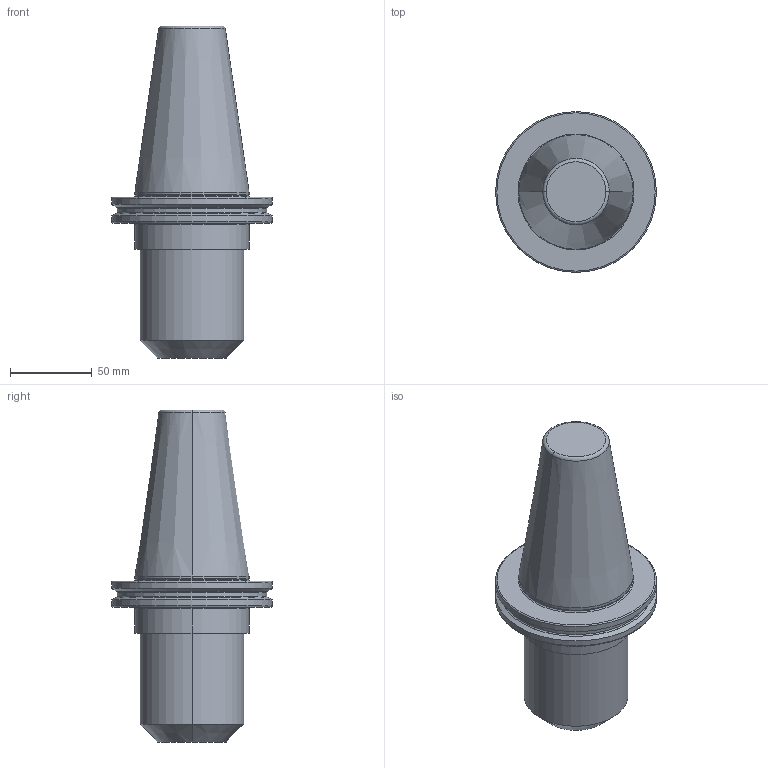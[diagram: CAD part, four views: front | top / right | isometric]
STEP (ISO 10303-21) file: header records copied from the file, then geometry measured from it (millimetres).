
FILE_DESCRIPTION(/* description */ (''),/* implementation_level */ '2;1');
FILE_NAME(/* name */ '1614248652084.stp',/* time_stamp */ '2021-02-25T15:54:25+05:00',/* author */ (''),/* organization */ ('SMS'),/* preprocessor_version */ 'ST-DEVELOPER v16.7',/* originating_system */ 'SIEMENS PLM Software NX 12.0',/* authorisation */ '');
FILE_SCHEMA (('AUTOMOTIVE_DESIGN { 1 0 10303 214 3 1 1 1 }'));
Length unit declared in the file: millimetre
Products named in the file (1): 203314351mod000_00
Bounding box: 98.42 x 98.42 x 203.2 mm (x, y, z)
Volume: 636586.8 mm3; surface area: 52140.9 mm2
Topology: 1 solids, 1 shells, 36 faces, 69 edges, 43 vertices
Faces by surface type: torus 12, cylinder 9, cone 8, plane 7
Full cylindrical faces by diameter (mm): 91.29 x1, 98.42 x2
Entity records: 990 total; most frequent: DIRECTION 201, CARTESIAN_POINT 152, ORIENTED_EDGE 138, AXIS2_PLACEMENT_3D 92, EDGE_CURVE 69, CIRCLE 52, EDGE_LOOP 41, VERTEX_POINT 40
